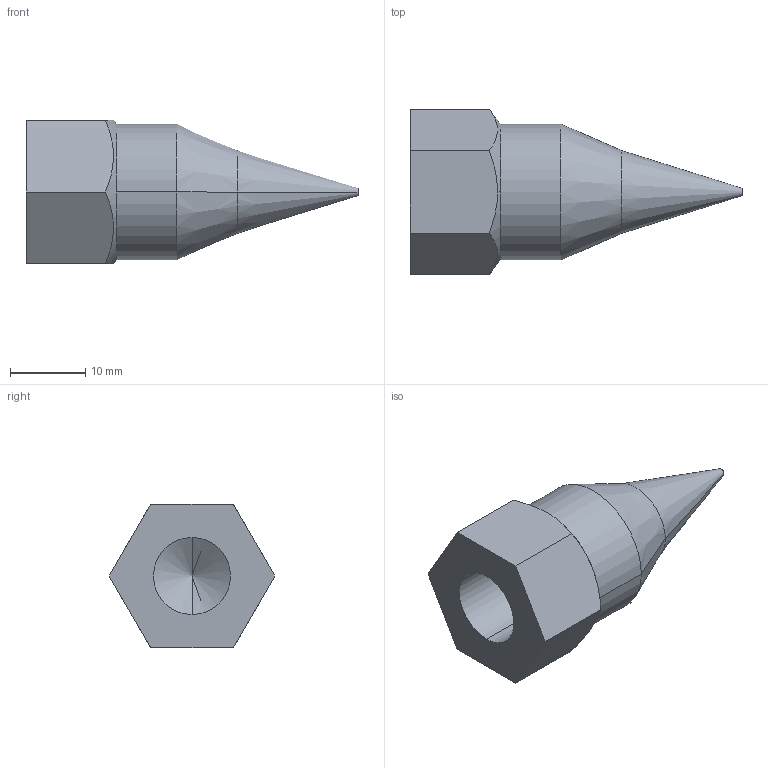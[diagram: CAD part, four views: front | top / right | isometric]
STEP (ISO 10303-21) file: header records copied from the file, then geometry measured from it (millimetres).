
FILE_DESCRIPTION (( 'STEP AP203' ), '1' );
FILE_NAME ('piece_soudage.STEP', '2018-02-10T10:33:51', ( 'Damien' ), ( '' ), 'SwSTEP 2.0', 'SolidWorks 2015', '' );
FILE_SCHEMA (( 'CONFIG_CONTROL_DESIGN' ));
Length unit declared in the file: millimetre
Products named in the file (1): piece_soudage
Bounding box: 44 x 21.94 x 19 mm (x, y, z)
Volume: 6110.4 mm3; surface area: 2882.6 mm2
Topology: 1 solids, 1 shells, 20 faces, 48 edges, 29 vertices
Faces by surface type: cone 8, plane 8, cylinder 4
Entity records: 697 total; most frequent: CARTESIAN_POINT 168, DIRECTION 94, ORIENTED_EDGE 92, EDGE_CURVE 46, AXIS2_PLACEMENT_3D 35, VERTEX_POINT 29, LINE 24, VECTOR 24
